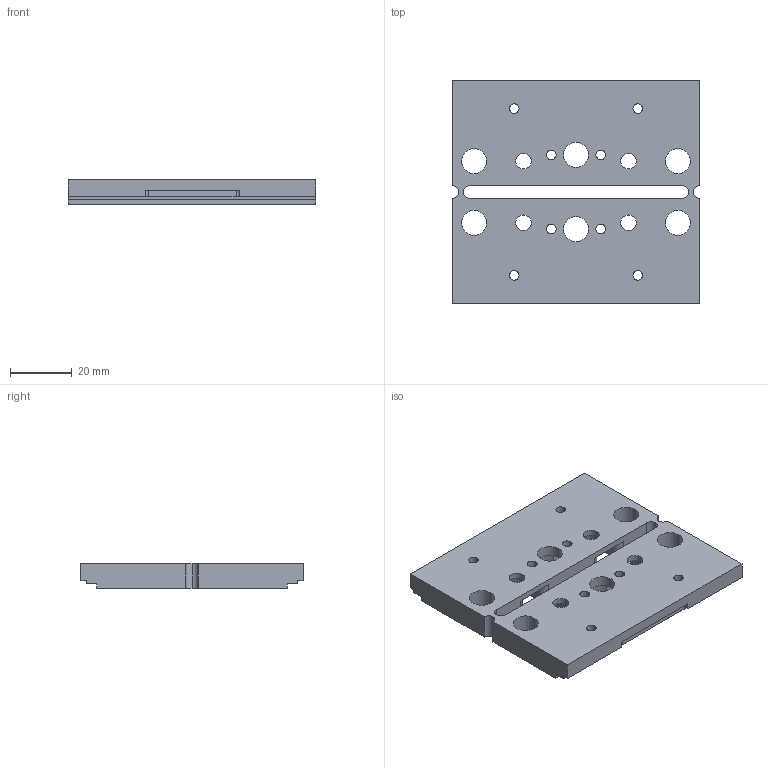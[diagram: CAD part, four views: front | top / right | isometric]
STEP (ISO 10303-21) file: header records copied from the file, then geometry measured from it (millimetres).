
FILE_DESCRIPTION (( 'STEP AP214' ), '1' );
FILE_NAME ('CNC樓馱璃-樁蕾斐-v1.2_one-202411072042_1.STEP', '2024-11-07T13:02:00', ( '' ), ( '' ), 'SwSTEP 2.0', 'SolidWorks 2018', '' );
FILE_SCHEMA (( 'AUTOMOTIVE_DESIGN' ));
Length unit declared in the file: millimetre
Products named in the file (1): CNC樓馱璃-樁蕾斐-v1.2_one-202411072042_1
Bounding box: 80 x 72 x 8 mm (x, y, z)
Volume: 35366.2 mm3; surface area: 16305.9 mm2
Topology: 1 solids, 1 shells, 116 faces, 336 edges, 224 vertices
Faces by surface type: cylinder 68, plane 48
Entity records: 3986 total; most frequent: DIRECTION 706, CARTESIAN_POINT 677, ORIENTED_EDGE 672, EDGE_CURVE 336, AXIS2_PLACEMENT_3D 253, VERTEX_POINT 224, LINE 200, VECTOR 200
